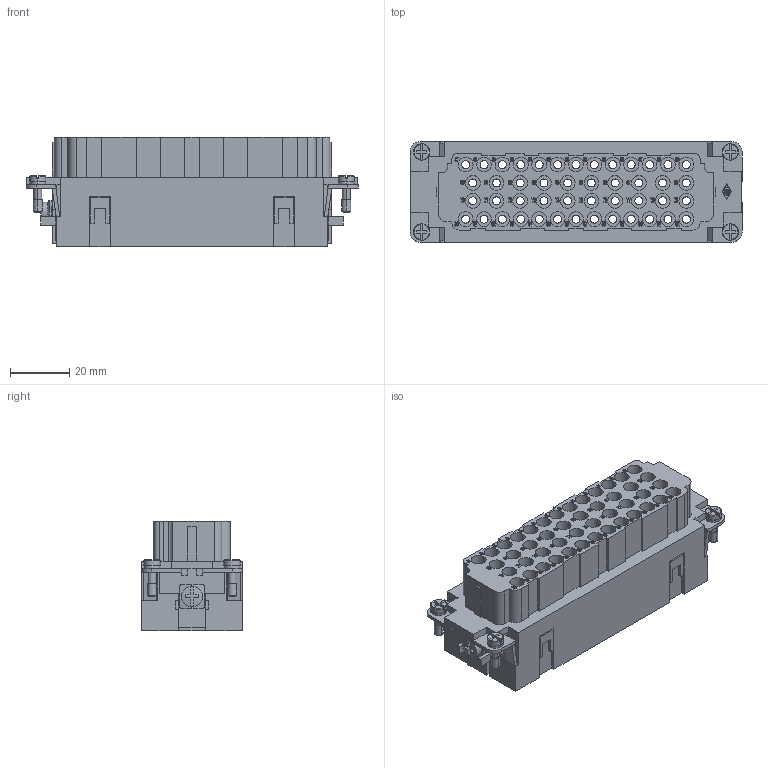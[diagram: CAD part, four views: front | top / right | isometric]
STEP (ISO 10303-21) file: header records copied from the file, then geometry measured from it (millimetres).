
FILE_DESCRIPTION((''),'2;1');
FILE_NAME('CQEF 46 N.stp','2006-11-28T17:14:49',('gembarski'),(''),'Autodesk Inventor 7','Autodesk Inventor 7','');
FILE_SCHEMA(('AUTOMOTIVE_DESIGN { 1 0 10303 214 1 1 1 1 }'));
Length unit declared in the file: millimetre
Products named in the file (1): CQEF 46 N
Bounding box: 111.9 x 34 x 37 mm (x, y, z)
Volume: 77831.2 mm3; surface area: 44125.9 mm2
Topology: 2 solids, 2 shells, 3710 faces, 9858 edges, 6563 vertices
Faces by surface type: bspline 2243, plane 1328, cylinder 123, torus 8, sphere 4, cone 4
Entity records: 127639 total; most frequent: CARTESIAN_POINT 47839, ORIENTED_EDGE 19720, DIRECTION 10261, EDGE_CURVE 9860, VERTEX_POINT 6563, VECTOR 5523, LINE 5523, EDGE_LOOP 4245
